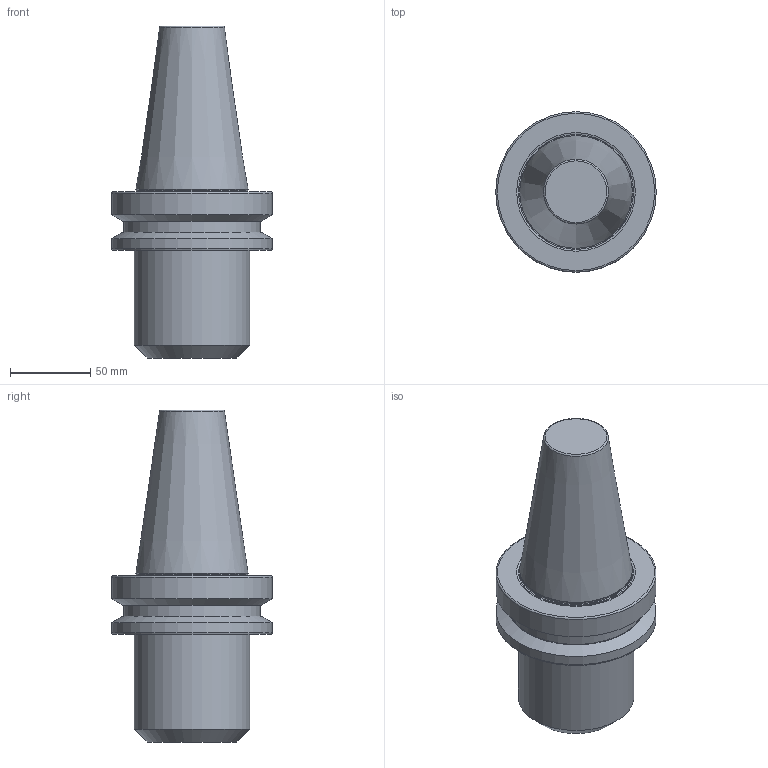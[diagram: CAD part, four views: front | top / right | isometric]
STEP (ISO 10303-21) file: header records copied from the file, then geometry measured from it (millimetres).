
FILE_DESCRIPTION(/* description */ ('3-D model version:1'),/* implementation_level */ '2;1');
FILE_NAME(/* name */ '392.55823-5032105',/* time_stamp */ '2016-12-02T14:02:03',/* author */ ('InteractiveCad'),/* organization */ ('AB Sandvik Coromant'),/* preprocessor_version */ 'ST-DEVELOPER v11',/* originating_system */ 'SIEMENS UGS NX 6.0',/* authorization */ '');
FILE_SCHEMA(('AUTOMOTIVE_DESIGN'));
Length unit declared in the file: millimetre
Products named in the file (1): 392.55823_5032105uu_stp
Bounding box: 99.97 x 99.97 x 206.8 mm (x, y, z)
Volume: 782173.3 mm3; surface area: 58646.8 mm2
Topology: 1 solids, 1 shells, 22 faces, 36 edges, 21 vertices
Faces by surface type: plane 7, cone 6, cylinder 5, torus 4
Full cylindrical faces by diameter (mm): 69.25 x1, 72 x1, 85 x1, 99.973 x2
Entity records: 472 total; most frequent: DIRECTION 94, CARTESIAN_POINT 68, AXIS2_PLACEMENT_3D 47, EDGE_LOOP 42, ORIENTED_EDGE 42, FACE_BOUND 40, ADVANCED_FACE 22, VERTEX_POINT 21
